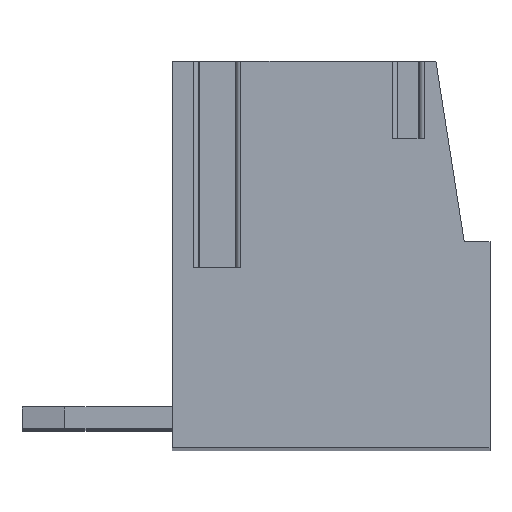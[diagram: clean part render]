
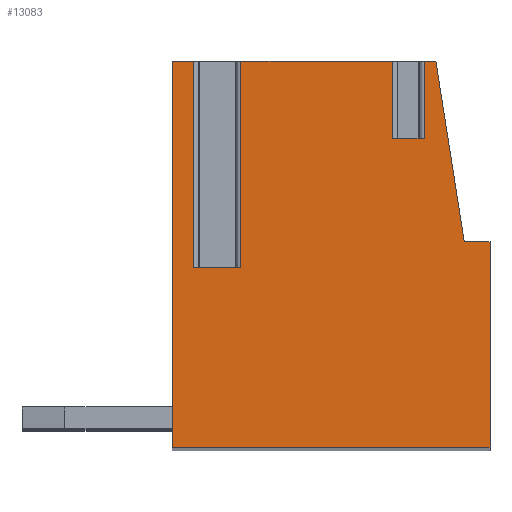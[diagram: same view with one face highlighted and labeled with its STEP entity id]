
A CAD part, top view. The second image highlights one B-rep face of the part: STEP entity #13083.
In plain terms, the highlighted planar face has unit normal (0, 0, 1).
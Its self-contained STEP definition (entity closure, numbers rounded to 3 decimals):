
#4213=DIRECTION('',(0.,1.,0.));
#4214=VECTOR('',#4213,1.8);
#4215=CARTESIAN_POINT('',(1.436,2.4,1.75));
#4216=LINE('',#4215,#4214);
#4217=DIRECTION('',(0.,1.,0.));
#4218=VECTOR('',#4217,1.8);
#4219=CARTESIAN_POINT('',(2.164,2.4,1.75));
#4220=LINE('',#4219,#4218);
#4221=DIRECTION('',(-1.,0.,0.));
#4222=VECTOR('',#4221,0.276);
#4223=CARTESIAN_POINT('',(2.44,4.2,1.75));
#4224=LINE('',#4223,#4222);
#4225=DIRECTION('',(-0.155,0.988,0.));
#4226=VECTOR('',#4225,4.252);
#4227=CARTESIAN_POINT('',(3.1,0.,1.75));
#4228=LINE('',#4227,#4226);
#4229=DIRECTION('',(-1.,0.,0.));
#4230=VECTOR('',#4229,0.6);
#4231=CARTESIAN_POINT('',(3.7,0.,1.75));
#4232=LINE('',#4231,#4230);
#4233=DIRECTION('',(0.,1.,0.));
#4234=VECTOR('',#4233,4.8);
#4235=CARTESIAN_POINT('',(3.7,-4.8,1.75));
#4236=LINE('',#4235,#4234);
#4237=DIRECTION('',(1.,0.,0.));
#4238=VECTOR('',#4237,7.4);
#4239=CARTESIAN_POINT('',(-3.7,-4.8,1.75));
#4240=LINE('',#4239,#4238);
#4241=DIRECTION('',(0.,-1.,0.));
#4242=VECTOR('',#4241,9.);
#4243=CARTESIAN_POINT('',(-3.7,4.2,1.75));
#4244=LINE('',#4243,#4242);
#4245=DIRECTION('',(-1.,0.,0.));
#4246=VECTOR('',#4245,0.504);
#4247=CARTESIAN_POINT('',(-3.196,4.2,1.75));
#4248=LINE('',#4247,#4246);
#4249=DIRECTION('',(0.,1.,0.));
#4250=VECTOR('',#4249,4.8);
#4251=CARTESIAN_POINT('',(-3.196,-0.6,1.75));
#4252=LINE('',#4251,#4250);
#4253=DIRECTION('',(-1.,0.,0.));
#4254=VECTOR('',#4253,1.093);
#4255=CARTESIAN_POINT('',(-2.104,-0.6,1.75));
#4256=LINE('',#4255,#4254);
#4257=DIRECTION('',(0.,1.,0.));
#4258=VECTOR('',#4257,4.8);
#4259=CARTESIAN_POINT('',(-2.104,-0.6,1.75));
#4260=LINE('',#4259,#4258);
#4261=DIRECTION('',(-1.,0.,0.));
#4262=VECTOR('',#4261,3.54);
#4263=CARTESIAN_POINT('',(1.436,4.2,1.75));
#4264=LINE('',#4263,#4262);
#4274=DIRECTION('',(1.,0.,0.));
#4275=VECTOR('',#4274,0.728);
#4276=CARTESIAN_POINT('',(1.436,2.4,1.75));
#4277=LINE('',#4276,#4275);
#5473=CARTESIAN_POINT('',(3.7,0.,1.75));
#5474=CARTESIAN_POINT('',(3.1,0.,1.75));
#5475=VERTEX_POINT('',#5473);
#5476=VERTEX_POINT('',#5474);
#5477=CARTESIAN_POINT('',(2.44,4.2,1.75));
#5478=VERTEX_POINT('',#5477);
#5479=CARTESIAN_POINT('',(-3.7,4.2,1.75));
#5480=CARTESIAN_POINT('',(-3.7,-4.8,1.75));
#5481=VERTEX_POINT('',#5479);
#5482=VERTEX_POINT('',#5480);
#5483=CARTESIAN_POINT('',(3.7,-4.8,1.75));
#5484=VERTEX_POINT('',#5483);
#5517=CARTESIAN_POINT('',(-2.104,-0.6,1.75));
#5518=CARTESIAN_POINT('',(-3.196,-0.6,1.75));
#5519=VERTEX_POINT('',#5517);
#5520=VERTEX_POINT('',#5518);
#5521=CARTESIAN_POINT('',(-3.196,4.2,1.75));
#5522=VERTEX_POINT('',#5521);
#5523=CARTESIAN_POINT('',(-2.104,4.2,1.75));
#5524=VERTEX_POINT('',#5523);
#5529=CARTESIAN_POINT('',(1.436,4.2,1.75));
#5530=VERTEX_POINT('',#5529);
#5532=CARTESIAN_POINT('',(2.164,4.2,1.75));
#5534=VERTEX_POINT('',#5532);
#5597=CARTESIAN_POINT('',(1.436,2.4,1.75));
#5598=VERTEX_POINT('',#5597);
#5600=CARTESIAN_POINT('',(2.164,2.4,1.75));
#5602=VERTEX_POINT('',#5600);
#13052=CARTESIAN_POINT('',(0.,0.,1.75));
#13053=DIRECTION('',(0.,0.,1.));
#13054=DIRECTION('',(1.,0.,0.));
#13055=AXIS2_PLACEMENT_3D('',#13052,#13053,#13054);
#13056=PLANE('',#13055);
#13058=ORIENTED_EDGE('',*,*,#13057,.F.);
#13060=ORIENTED_EDGE('',*,*,#13059,.T.);
#13062=ORIENTED_EDGE('',*,*,#13061,.T.);
#13063=ORIENTED_EDGE('',*,*,#7194,.F.);
#13065=ORIENTED_EDGE('',*,*,#13064,.F.);
#13067=ORIENTED_EDGE('',*,*,#13066,.F.);
#13069=ORIENTED_EDGE('',*,*,#13068,.F.);
#13071=ORIENTED_EDGE('',*,*,#13070,.F.);
#13072=ORIENTED_EDGE('',*,*,#11129,.F.);
#13073=ORIENTED_EDGE('',*,*,#7218,.F.);
#13075=ORIENTED_EDGE('',*,*,#13074,.F.);
#13077=ORIENTED_EDGE('',*,*,#13076,.F.);
#13079=ORIENTED_EDGE('',*,*,#13078,.T.);
#13080=ORIENTED_EDGE('',*,*,#7206,.F.);
#13081=EDGE_LOOP('',(#13058,#13060,#13062,#13063,#13065,#13067,#13069,#13071,
#13072,#13073,#13075,#13077,#13079,#13080));
#13082=FACE_OUTER_BOUND('',#13081,.F.);
#7194=EDGE_CURVE('',#5478,#5534,#4224,.T.);
#7206=EDGE_CURVE('',#5530,#5524,#4264,.T.);
#7218=EDGE_CURVE('',#5522,#5481,#4248,.T.);
#11129=EDGE_CURVE('',#5481,#5482,#4244,.T.);
#13057=EDGE_CURVE('',#5598,#5530,#4216,.T.);
#13059=EDGE_CURVE('',#5598,#5602,#4277,.T.);
#13061=EDGE_CURVE('',#5602,#5534,#4220,.T.);
#13064=EDGE_CURVE('',#5476,#5478,#4228,.T.);
#13066=EDGE_CURVE('',#5475,#5476,#4232,.T.);
#13068=EDGE_CURVE('',#5484,#5475,#4236,.T.);
#13070=EDGE_CURVE('',#5482,#5484,#4240,.T.);
#13074=EDGE_CURVE('',#5520,#5522,#4252,.T.);
#13076=EDGE_CURVE('',#5519,#5520,#4256,.T.);
#13078=EDGE_CURVE('',#5519,#5524,#4260,.T.);
#13083=ADVANCED_FACE('',(#13082),#13056,.T.);
